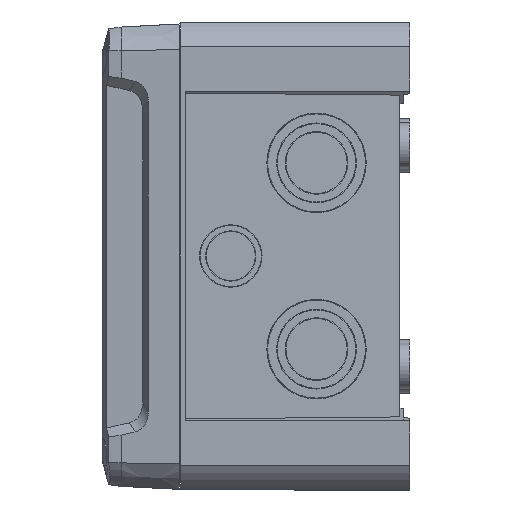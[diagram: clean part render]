
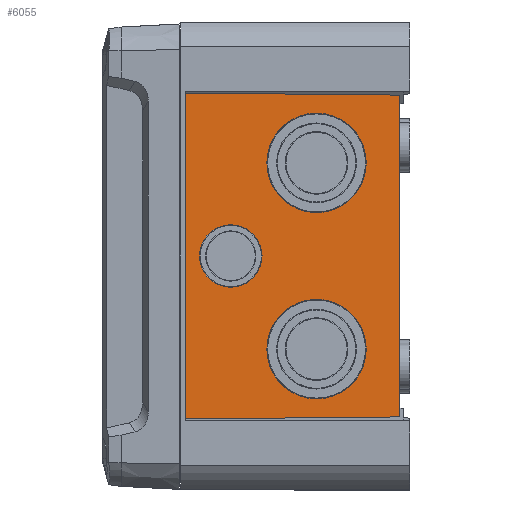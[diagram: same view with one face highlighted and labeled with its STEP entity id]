
A CAD part, left-side view. The second image highlights one B-rep face of the part: STEP entity #6055.
In plain terms, the highlighted planar face has unit normal (-1, -0.026, 0).
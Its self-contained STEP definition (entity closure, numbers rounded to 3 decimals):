
#680 = EDGE_CURVE ( 'NONE', #5943, #43574, #54372, .T. ) ;
#684 = VECTOR ( 'NONE', #26651, 1000. ) ;
#1995 = DIRECTION ( 'NONE',  ( -0.026, 1., 0. ) ) ;
#2715 = DIRECTION ( 'NONE',  ( -0.026, 1., 0.01 ) ) ;
#3068 = ORIENTED_EDGE ( 'NONE', *, *, #29794, .F. ) ;
#3984 = VECTOR ( 'NONE', #2715, 1000. ) ;
#4788 = VERTEX_POINT ( 'NONE', #8458 ) ;
#5306 = DIRECTION ( 'NONE',  ( -1., -0.026, 0. ) ) ;
#5943 = VERTEX_POINT ( 'NONE', #30958 ) ;
#6055 = ADVANCED_FACE ( 'NONE', ( #8781, #21593, #47595, #51515 ), #50709, .T. ) ;
#6334 = VERTEX_POINT ( 'NONE', #43033 ) ;
#8458 = CARTESIAN_POINT ( 'NONE',  ( -116.856, 13.717, 38. ) ) ;
#8781 = FACE_BOUND ( 'NONE', #26208, .T. ) ;
#8816 = CARTESIAN_POINT ( 'NONE',  ( -118.842, 89.555, -66.524 ) ) ;
#9638 = LINE ( 'NONE', #8816, #684 ) ;
#9869 = EDGE_LOOP ( 'NONE', ( #52938 ) ) ;
#11172 = DIRECTION ( 'NONE',  ( -1., -0.026, 0. ) ) ;
#11251 = CARTESIAN_POINT ( 'NONE',  ( -116.497, 0., -65.67 ) ) ;
#11722 = CIRCLE ( 'NONE', #32150, 20.29 ) ;
#12434 = DIRECTION ( 'NONE',  ( -1., -0.026, 0. ) ) ;
#13050 = EDGE_CURVE ( 'NONE', #43574, #31374, #9638, .T. ) ;
#14017 = ORIENTED_EDGE ( 'NONE', *, *, #13050, .T. ) ;
#15851 = LINE ( 'NONE', #49102, #3984 ) ;
#18305 = AXIS2_PLACEMENT_3D ( 'NONE', #50064, #54280, #1995 ) ;
#19894 = ORIENTED_EDGE ( 'NONE', *, *, #36214, .T. ) ;
#20075 = LINE ( 'NONE', #41033, #47593 ) ;
#20205 = VERTEX_POINT ( 'NONE', #38034 ) ;
#21593 = FACE_BOUND ( 'NONE', #35168, .T. ) ;
#22386 = EDGE_LOOP ( 'NONE', ( #14017, #19894, #25008, #25405 ) ) ;
#25008 = ORIENTED_EDGE ( 'NONE', *, *, #53220, .T. ) ;
#25405 = ORIENTED_EDGE ( 'NONE', *, *, #680, .T. ) ;
#26208 = EDGE_LOOP ( 'NONE', ( #3068 ) ) ;
#26577 = VERTEX_POINT ( 'NONE', #47556 ) ;
#26651 = DIRECTION ( 'NONE',  ( 0.026, -1., 0.01 ) ) ;
#29794 = EDGE_CURVE ( 'NONE', #20205, #20205, #11722, .T. ) ;
#30958 = CARTESIAN_POINT ( 'NONE',  ( -118.788, 87.5, 66.504 ) ) ;
#31374 = VERTEX_POINT ( 'NONE', #11251 ) ;
#31681 = CIRCLE ( 'NONE', #18305, 12.75 ) ;
#32150 = AXIS2_PLACEMENT_3D ( 'NONE', #41031, #11172, #45516 ) ;
#32351 = DIRECTION ( 'NONE',  ( 0., 0., 1. ) ) ;
#35168 = EDGE_LOOP ( 'NONE', ( #45981 ) ) ;
#36197 = AXIS2_PLACEMENT_3D ( 'NONE', #43588, #5306, #39366 ) ;
#36214 = EDGE_CURVE ( 'NONE', #31374, #6334, #20075, .T. ) ;
#38034 = CARTESIAN_POINT ( 'NONE',  ( -116.856, 13.717, -38. ) ) ;
#38614 = DIRECTION ( 'NONE',  ( 0.026, -1., 0. ) ) ;
#39366 = DIRECTION ( 'NONE',  ( 0.026, -1., 0. ) ) ;
#41031 = CARTESIAN_POINT ( 'NONE',  ( -117.387, 34., -38. ) ) ;
#41033 = CARTESIAN_POINT ( 'NONE',  ( -116.497, 0., 0. ) ) ;
#41186 = DIRECTION ( 'NONE',  ( 0., 0., -1. ) ) ;
#41267 = EDGE_CURVE ( 'NONE', #26577, #26577, #31681, .T. ) ;
#41731 = EDGE_CURVE ( 'NONE', #4788, #4788, #54966, .T. ) ;
#42841 = CARTESIAN_POINT ( 'NONE',  ( -118.841, 89.5, 0. ) ) ;
#43033 = CARTESIAN_POINT ( 'NONE',  ( -116.497, 0., 65.67 ) ) ;
#43574 = VERTEX_POINT ( 'NONE', #50284 ) ;
#43588 = CARTESIAN_POINT ( 'NONE',  ( -117.387, 34., 38. ) ) ;
#44051 = AXIS2_PLACEMENT_3D ( 'NONE', #42841, #12434, #38614 ) ;
#45516 = DIRECTION ( 'NONE',  ( 0.026, -1., 0. ) ) ;
#45981 = ORIENTED_EDGE ( 'NONE', *, *, #41731, .F. ) ;
#47556 = CARTESIAN_POINT ( 'NONE',  ( -118.638, 81.746, 0. ) ) ;
#47593 = VECTOR ( 'NONE', #32351, 1000. ) ;
#47595 = FACE_OUTER_BOUND ( 'NONE', #22386, .T. ) ;
#49102 = CARTESIAN_POINT ( 'NONE',  ( -118.842, 89.555, 66.524 ) ) ;
#50064 = CARTESIAN_POINT ( 'NONE',  ( -118.304, 69., 0. ) ) ;
#50284 = CARTESIAN_POINT ( 'NONE',  ( -118.788, 87.5, -66.504 ) ) ;
#50709 = PLANE ( 'NONE',  #44051 ) ;
#51515 = FACE_BOUND ( 'NONE', #9869, .T. ) ;
#52760 = VECTOR ( 'NONE', #41186, 1000. ) ;
#52938 = ORIENTED_EDGE ( 'NONE', *, *, #41267, .T. ) ;
#53220 = EDGE_CURVE ( 'NONE', #6334, #5943, #15851, .T. ) ;
#54094 = CARTESIAN_POINT ( 'NONE',  ( -118.788, 87.5, -67.2 ) ) ;
#54280 = DIRECTION ( 'NONE',  ( 1., 0.026, 0. ) ) ;
#54372 = LINE ( 'NONE', #54094, #52760 ) ;
#54966 = CIRCLE ( 'NONE', #36197, 20.29 ) ;
